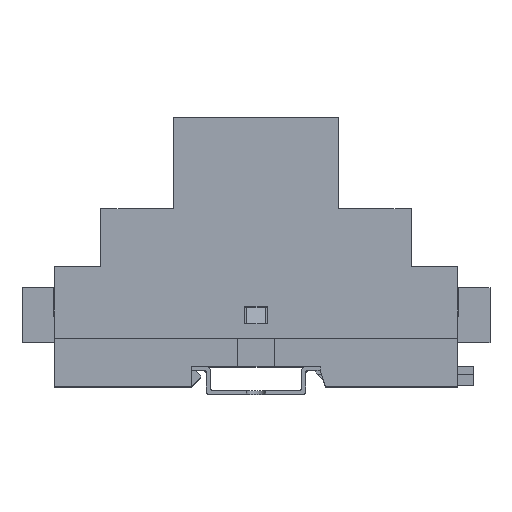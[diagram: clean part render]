
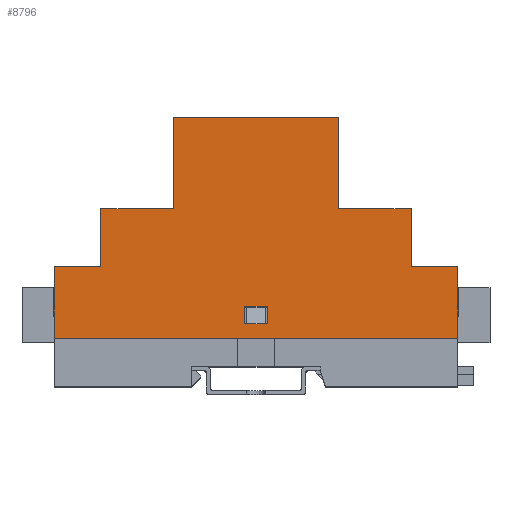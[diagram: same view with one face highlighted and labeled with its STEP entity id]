
A CAD part, top view. The second image highlights one B-rep face of the part: STEP entity #8796.
In plain terms, the highlighted face is planar.
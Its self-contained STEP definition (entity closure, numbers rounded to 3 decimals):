
#285 = ORIENTED_EDGE ( 'NONE', *, *, #25022, .T. ) ;
#545 = DIRECTION ( 'NONE',  ( 0., 1., 0. ) ) ;
#1219 = DIRECTION ( 'NONE',  ( 0., -1., 0. ) ) ;
#1669 = EDGE_CURVE ( 'NONE', #27301, #10439, #19506, .T. ) ;
#2033 = VERTEX_POINT ( 'NONE', #47365 ) ;
#2192 = CARTESIAN_POINT ( 'NONE',  ( -55., 19.6, -35. ) ) ;
#2197 = ORIENTED_EDGE ( 'NONE', *, *, #47429, .F. ) ;
#2398 = VERTEX_POINT ( 'NONE', #19419 ) ;
#2843 = CARTESIAN_POINT ( 'NONE',  ( 22.5, 60.3, -35. ) ) ;
#3135 = VECTOR ( 'NONE', #545, 1000. ) ;
#4514 = CARTESIAN_POINT ( 'NONE',  ( 42.3, 19.6, -35. ) ) ;
#4564 = EDGE_CURVE ( 'NONE', #7214, #50308, #28259, .T. ) ;
#5011 = ORIENTED_EDGE ( 'NONE', *, *, #42341, .F. ) ;
#5095 = LINE ( 'NONE', #36896, #29440 ) ;
#5251 = LINE ( 'NONE', #7412, #19237 ) ;
#5514 = CARTESIAN_POINT ( 'NONE',  ( 3., 4., -35. ) ) ;
#7098 = EDGE_CURVE ( 'NONE', #37277, #7214, #21997, .T. ) ;
#7214 = VERTEX_POINT ( 'NONE', #21242 ) ;
#7229 = CARTESIAN_POINT ( 'NONE',  ( -42.3, 19.6, -35. ) ) ;
#7308 = VERTEX_POINT ( 'NONE', #2192 ) ;
#7404 = EDGE_LOOP ( 'NONE', ( #32363, #2197, #15889, #40405 ) ) ;
#7412 = CARTESIAN_POINT ( 'NONE',  ( -55., 35.3, -35. ) ) ;
#7927 = VERTEX_POINT ( 'NONE', #30198 ) ;
#8428 = DIRECTION ( 'NONE',  ( 0., 1., 0. ) ) ;
#8796 = ADVANCED_FACE ( 'NONE', ( #47316, #15704 ), #39828, .F. ) ;
#8840 = VERTEX_POINT ( 'NONE', #35908 ) ;
#8857 = CARTESIAN_POINT ( 'NONE',  ( -22.5, 60.3, -35. ) ) ;
#9846 = ORIENTED_EDGE ( 'NONE', *, *, #22058, .F. ) ;
#10439 = VERTEX_POINT ( 'NONE', #14170 ) ;
#10746 = EDGE_LOOP ( 'NONE', ( #17827, #11614, #5011, #12827, #285, #16837, #9846, #35414, #29990, #24090, #21263, #36786 ) ) ;
#10858 = EDGE_CURVE ( 'NONE', #2033, #7927, #26208, .T. ) ;
#11300 = LINE ( 'NONE', #5514, #16739 ) ;
#11614 = ORIENTED_EDGE ( 'NONE', *, *, #38718, .F. ) ;
#11643 = CARTESIAN_POINT ( 'NONE',  ( -3., 8.7, -35. ) ) ;
#11659 = VECTOR ( 'NONE', #39614, 1000. ) ;
#11675 = DIRECTION ( 'NONE',  ( -1., 0., 0. ) ) ;
#11975 = DIRECTION ( 'NONE',  ( 0., 0., 1. ) ) ;
#12160 = EDGE_CURVE ( 'NONE', #15467, #8840, #33503, .T. ) ;
#12467 = VECTOR ( 'NONE', #11675, 1000. ) ;
#12634 = CARTESIAN_POINT ( 'NONE',  ( -55., 35.3, -35. ) ) ;
#12827 = ORIENTED_EDGE ( 'NONE', *, *, #10858, .T. ) ;
#14120 = EDGE_CURVE ( 'NONE', #7308, #47510, #5251, .T. ) ;
#14170 = CARTESIAN_POINT ( 'NONE',  ( 22.5, 35.3, -35. ) ) ;
#15467 = VERTEX_POINT ( 'NONE', #19865 ) ;
#15704 = FACE_OUTER_BOUND ( 'NONE', #10746, .T. ) ;
#15889 = ORIENTED_EDGE ( 'NONE', *, *, #12160, .F. ) ;
#16248 = DIRECTION ( 'NONE',  ( 0., 1., 0. ) ) ;
#16739 = VECTOR ( 'NONE', #48193, 1000. ) ;
#16837 = ORIENTED_EDGE ( 'NONE', *, *, #14120, .F. ) ;
#17827 = ORIENTED_EDGE ( 'NONE', *, *, #46161, .F. ) ;
#18024 = VECTOR ( 'NONE', #22878, 1000. ) ;
#19237 = VECTOR ( 'NONE', #42409, 1000. ) ;
#19419 = CARTESIAN_POINT ( 'NONE',  ( -42.3, 19.6, -35. ) ) ;
#19506 = LINE ( 'NONE', #24682, #48722 ) ;
#19865 = CARTESIAN_POINT ( 'NONE',  ( 3., 8.7, -35. ) ) ;
#20090 = CARTESIAN_POINT ( 'NONE',  ( -3., 8.7, -35. ) ) ;
#20908 = VECTOR ( 'NONE', #26684, 1000. ) ;
#20915 = DIRECTION ( 'NONE',  ( 0., -1., 0. ) ) ;
#21242 = CARTESIAN_POINT ( 'NONE',  ( -22.5, 35.3, -35. ) ) ;
#21263 = ORIENTED_EDGE ( 'NONE', *, *, #48389, .F. ) ;
#21997 = LINE ( 'NONE', #8857, #11659 ) ;
#22058 = EDGE_CURVE ( 'NONE', #2398, #7308, #22908, .T. ) ;
#22878 = DIRECTION ( 'NONE',  ( -1., 0., 0. ) ) ;
#22908 = LINE ( 'NONE', #7229, #18024 ) ;
#23269 = DIRECTION ( 'NONE',  ( -1., 0., 0. ) ) ;
#23335 = DIRECTION ( 'NONE',  ( -1., 0., 0. ) ) ;
#23694 = CARTESIAN_POINT ( 'NONE',  ( -55., 0., -35. ) ) ;
#23856 = VERTEX_POINT ( 'NONE', #11643 ) ;
#23929 = CARTESIAN_POINT ( 'NONE',  ( -42.3, 19.6, -35. ) ) ;
#24059 = CARTESIAN_POINT ( 'NONE',  ( -42.3, 35.3, -35. ) ) ;
#24090 = ORIENTED_EDGE ( 'NONE', *, *, #7098, .F. ) ;
#24507 = EDGE_CURVE ( 'NONE', #2398, #50308, #47325, .T. ) ;
#24682 = CARTESIAN_POINT ( 'NONE',  ( 22.5, 60.3, -35. ) ) ;
#25022 = EDGE_CURVE ( 'NONE', #7927, #47510, #28992, .T. ) ;
#25840 = DIRECTION ( 'NONE',  ( 1., 0., 0. ) ) ;
#26208 = LINE ( 'NONE', #32169, #35334 ) ;
#26405 = AXIS2_PLACEMENT_3D ( 'NONE', #12634, #11975, #43551 ) ;
#26684 = DIRECTION ( 'NONE',  ( -1., 0., 0. ) ) ;
#26924 = VECTOR ( 'NONE', #8428, 1000. ) ;
#27301 = VERTEX_POINT ( 'NONE', #2843 ) ;
#28259 = LINE ( 'NONE', #43254, #12467 ) ;
#28992 = LINE ( 'NONE', #23694, #38094 ) ;
#29301 = CARTESIAN_POINT ( 'NONE',  ( -55., 0., -35. ) ) ;
#29440 = VECTOR ( 'NONE', #25840, 1000. ) ;
#29492 = CARTESIAN_POINT ( 'NONE',  ( 3., 8.7, -35. ) ) ;
#29874 = LINE ( 'NONE', #20090, #3135 ) ;
#29990 = ORIENTED_EDGE ( 'NONE', *, *, #4564, .F. ) ;
#30198 = CARTESIAN_POINT ( 'NONE',  ( 55., 0., -35. ) ) ;
#30414 = VECTOR ( 'NONE', #23269, 1000. ) ;
#31078 = CARTESIAN_POINT ( 'NONE',  ( -55., 35.3, -35. ) ) ;
#31140 = VERTEX_POINT ( 'NONE', #42214 ) ;
#31151 = CARTESIAN_POINT ( 'NONE',  ( 55., 19.6, -35. ) ) ;
#32169 = CARTESIAN_POINT ( 'NONE',  ( 55., 35.3, -35. ) ) ;
#32363 = ORIENTED_EDGE ( 'NONE', *, *, #49707, .F. ) ;
#33503 = LINE ( 'NONE', #29492, #41372 ) ;
#34987 = VERTEX_POINT ( 'NONE', #44627 ) ;
#35334 = VECTOR ( 'NONE', #1219, 1000. ) ;
#35414 = ORIENTED_EDGE ( 'NONE', *, *, #24507, .T. ) ;
#35634 = VECTOR ( 'NONE', #23335, 1000. ) ;
#35908 = CARTESIAN_POINT ( 'NONE',  ( 3., 4., -35. ) ) ;
#36349 = VECTOR ( 'NONE', #16248, 1000. ) ;
#36786 = ORIENTED_EDGE ( 'NONE', *, *, #1669, .T. ) ;
#36896 = CARTESIAN_POINT ( 'NONE',  ( 3., 8.7, -35. ) ) ;
#37277 = VERTEX_POINT ( 'NONE', #40099 ) ;
#38094 = VECTOR ( 'NONE', #43357, 1000. ) ;
#38232 = CARTESIAN_POINT ( 'NONE',  ( 22.5, 60.3, -35. ) ) ;
#38718 = EDGE_CURVE ( 'NONE', #34987, #31140, #46424, .T. ) ;
#39287 = LINE ( 'NONE', #31151, #35634 ) ;
#39614 = DIRECTION ( 'NONE',  ( 0., -1., 0. ) ) ;
#39828 = PLANE ( 'NONE',  #26405 ) ;
#40099 = CARTESIAN_POINT ( 'NONE',  ( -22.5, 60.3, -35. ) ) ;
#40405 = ORIENTED_EDGE ( 'NONE', *, *, #48180, .F. ) ;
#40754 = LINE ( 'NONE', #31078, #30414 ) ;
#41372 = VECTOR ( 'NONE', #45783, 1000. ) ;
#42205 = CARTESIAN_POINT ( 'NONE',  ( -3., 4., -35. ) ) ;
#42214 = CARTESIAN_POINT ( 'NONE',  ( 42.3, 35.3, -35. ) ) ;
#42341 = EDGE_CURVE ( 'NONE', #2033, #34987, #39287, .T. ) ;
#42409 = DIRECTION ( 'NONE',  ( 0., -1., 0. ) ) ;
#42788 = LINE ( 'NONE', #38232, #20908 ) ;
#43254 = CARTESIAN_POINT ( 'NONE',  ( -55., 35.3, -35. ) ) ;
#43357 = DIRECTION ( 'NONE',  ( -1., 0., 0. ) ) ;
#43551 = DIRECTION ( 'NONE',  ( 1., 0., 0. ) ) ;
#44627 = CARTESIAN_POINT ( 'NONE',  ( 42.3, 19.6, -35. ) ) ;
#45783 = DIRECTION ( 'NONE',  ( 0., -1., 0. ) ) ;
#46161 = EDGE_CURVE ( 'NONE', #31140, #10439, #40754, .T. ) ;
#46424 = LINE ( 'NONE', #4514, #26924 ) ;
#46762 = VERTEX_POINT ( 'NONE', #42205 ) ;
#47316 = FACE_BOUND ( 'NONE', #7404, .T. ) ;
#47325 = LINE ( 'NONE', #23929, #36349 ) ;
#47365 = CARTESIAN_POINT ( 'NONE',  ( 55., 19.6, -35. ) ) ;
#47429 = EDGE_CURVE ( 'NONE', #8840, #46762, #11300, .T. ) ;
#47510 = VERTEX_POINT ( 'NONE', #29301 ) ;
#48180 = EDGE_CURVE ( 'NONE', #23856, #15467, #5095, .T. ) ;
#48193 = DIRECTION ( 'NONE',  ( -1., 0., 0. ) ) ;
#48389 = EDGE_CURVE ( 'NONE', #27301, #37277, #42788, .T. ) ;
#48722 = VECTOR ( 'NONE', #20915, 1000. ) ;
#49707 = EDGE_CURVE ( 'NONE', #46762, #23856, #29874, .T. ) ;
#50308 = VERTEX_POINT ( 'NONE', #24059 ) ;
